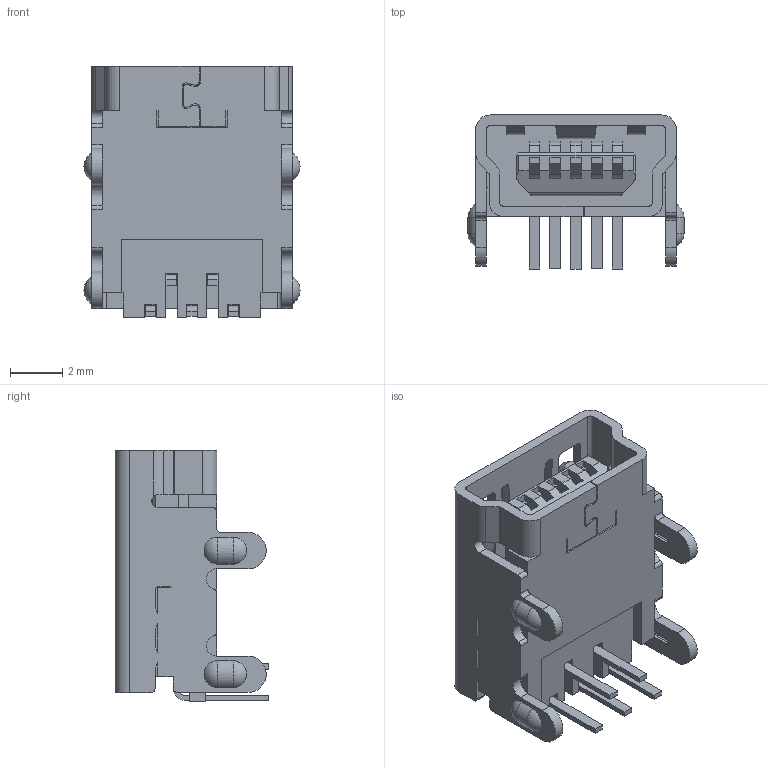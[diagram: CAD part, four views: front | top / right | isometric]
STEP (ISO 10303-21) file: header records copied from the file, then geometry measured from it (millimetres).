
FILE_DESCRIPTION((''),'2;1');
FILE_NAME('FUS104_ASM_ASM','2025-06-26T',('工程三'),(''),'PRO/ENGINEER BY PARAMETRIC TECHNOLOGY CORPORATION, 2010280','PRO/ENGINEER BY PARAMETRIC TECHNOLOGY CORPORATION, 2010280','');
FILE_SCHEMA(('CONFIG_CONTROL_DESIGN'));
Length unit declared in the file: millimetre
Products named in the file (1): FUS104_ASM_ASM
Bounding box: 8.3 x 5.9 x 9.65 mm (x, y, z)
Volume: 157.4 mm3; surface area: 621.8 mm2
Topology: 1 solids, 1 shells, 491 faces, 1488 edges, 952 vertices
Faces by surface type: plane 317, cylinder 155, sphere 16, extrusion 2, cone 1
Entity records: 16930 total; most frequent: CARTESIAN_POINT 3387, ORIENTED_EDGE 2944, DIRECTION 2730, EDGE_CURVE 1472, VECTOR 1108, LINE 1106, VERTEX_POINT 952, AXIS2_PLACEMENT_3D 811
